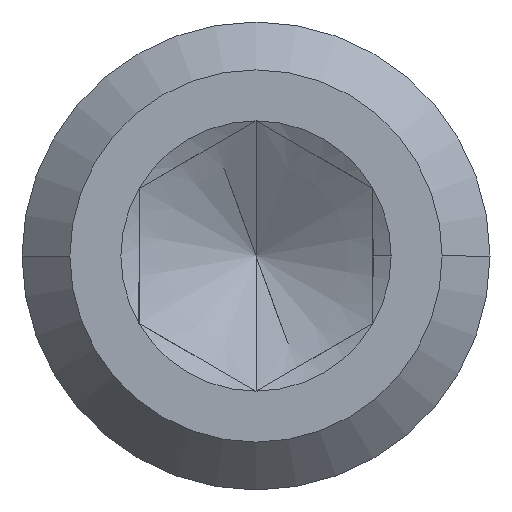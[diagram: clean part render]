
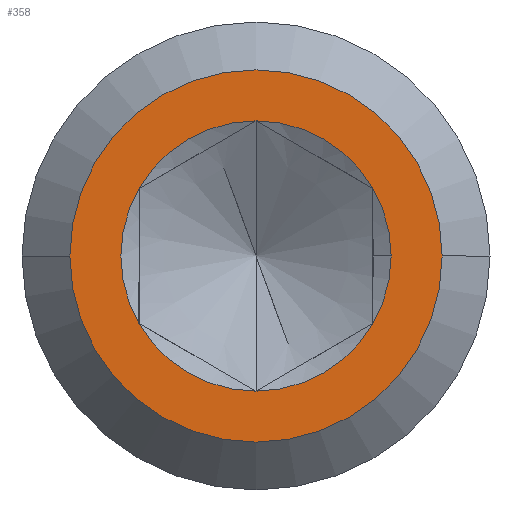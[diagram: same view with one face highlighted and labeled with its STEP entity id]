
A CAD part, left-side view. The second image highlights one B-rep face of the part: STEP entity #358.
In plain terms, the highlighted planar face has unit normal (-1, 0, 0).
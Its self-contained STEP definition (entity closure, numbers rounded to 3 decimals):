
#36=PLANE('',#398);
#56=CIRCLE('',#379,1.732);
#57=CIRCLE('',#381,2.387);
#61=CIRCLE('',#388,2.387);
#62=CIRCLE('',#390,1.732);
#63=CIRCLE('',#392,1.732);
#65=CIRCLE('',#397,1.732);
#66=CIRCLE('',#399,1.732);
#67=CIRCLE('',#400,1.732);
#68=CIRCLE('',#401,1.732);
#80=VERTEX_POINT('',#442);
#82=VERTEX_POINT('',#445);
#83=VERTEX_POINT('',#449);
#84=VERTEX_POINT('',#450);
#87=VERTEX_POINT('',#468);
#88=VERTEX_POINT('',#472);
#95=VERTEX_POINT('',#495);
#96=VERTEX_POINT('',#501);
#97=VERTEX_POINT('',#503);
#157=EDGE_CURVE('',#80,#82,#56,.T.);
#158=EDGE_CURVE('',#83,#84,#57,.T.);
#166=EDGE_CURVE('',#84,#83,#61,.T.);
#168=EDGE_CURVE('',#82,#87,#62,.T.);
#169=EDGE_CURVE('',#87,#88,#63,.T.);
#180=EDGE_CURVE('',#88,#95,#65,.T.);
#182=EDGE_CURVE('',#95,#96,#66,.F.);
#183=EDGE_CURVE('',#96,#97,#67,.F.);
#184=EDGE_CURVE('',#97,#80,#68,.F.);
#244=ORIENTED_EDGE('',*,*,#182,.T.);
#245=ORIENTED_EDGE('',*,*,#183,.T.);
#246=ORIENTED_EDGE('',*,*,#184,.T.);
#247=ORIENTED_EDGE('',*,*,#157,.T.);
#248=ORIENTED_EDGE('',*,*,#168,.T.);
#249=ORIENTED_EDGE('',*,*,#169,.T.);
#250=ORIENTED_EDGE('',*,*,#180,.T.);
#251=ORIENTED_EDGE('',*,*,#158,.F.);
#252=ORIENTED_EDGE('',*,*,#166,.F.);
#305=EDGE_LOOP('',(#244,#245,#246,#247,#248,#249,#250));
#306=EDGE_LOOP('',(#251,#252));
#332=FACE_BOUND('',#305,.T.);
#333=FACE_BOUND('',#306,.T.);
#358=ADVANCED_FACE('',(#332,#333),#36,.F.);
#379=AXIS2_PLACEMENT_3D('',#446,#555,#556);
#381=AXIS2_PLACEMENT_3D('',#448,#559,#560);
#388=AXIS2_PLACEMENT_3D('',#463,#577,#578);
#390=AXIS2_PLACEMENT_3D('',#469,#581,#582);
#392=AXIS2_PLACEMENT_3D('',#471,#585,#586);
#397=AXIS2_PLACEMENT_3D('',#494,#601,#602);
#398=AXIS2_PLACEMENT_3D('',#499,#603,$);
#399=AXIS2_PLACEMENT_3D('',#500,#604,#605);
#400=AXIS2_PLACEMENT_3D('',#502,#606,#607);
#401=AXIS2_PLACEMENT_3D('',#504,#608,#609);
#442=CARTESIAN_POINT('',(0.,-1.5,0.866));
#445=CARTESIAN_POINT('',(0.,-1.732,0.));
#446=CARTESIAN_POINT('',(0.,0.,0.));
#448=CARTESIAN_POINT('',(0.,0.,0.));
#449=CARTESIAN_POINT('',(0.,2.387,0.));
#450=CARTESIAN_POINT('',(0.,-2.387,0.));
#463=CARTESIAN_POINT('',(0.,0.,0.));
#468=CARTESIAN_POINT('',(0.,-1.5,-0.866));
#469=CARTESIAN_POINT('',(0.,0.,0.));
#471=CARTESIAN_POINT('',(0.,0.,0.));
#472=CARTESIAN_POINT('',(0.,0.,-1.732));
#494=CARTESIAN_POINT('',(0.,0.,0.));
#495=CARTESIAN_POINT('',(0.,1.5,-0.866));
#499=CARTESIAN_POINT('',(0.,0.,0.));
#500=CARTESIAN_POINT('',(0.,0.,0.));
#501=CARTESIAN_POINT('',(0.,1.5,0.866));
#502=CARTESIAN_POINT('',(0.,0.,0.));
#503=CARTESIAN_POINT('',(0.,0.,1.732));
#504=CARTESIAN_POINT('',(0.,0.,0.));
#555=DIRECTION('',(1.,0.,0.));
#556=DIRECTION('',(0.,-1.732,0.));
#559=DIRECTION('',(1.,0.,0.));
#560=DIRECTION('',(0.,2.387,0.));
#577=DIRECTION('',(1.,0.,0.));
#578=DIRECTION('',(0.,2.387,0.));
#581=DIRECTION('',(1.,0.,0.));
#582=DIRECTION('',(0.,-1.732,0.));
#585=DIRECTION('',(1.,0.,0.));
#586=DIRECTION('',(0.,-1.732,0.));
#601=DIRECTION('',(1.,0.,0.));
#602=DIRECTION('',(0.,-1.732,0.));
#603=DIRECTION('',(1.,0.,0.));
#604=DIRECTION('',(-1.,0.,0.));
#605=DIRECTION('',(0.,-1.732,0.));
#606=DIRECTION('',(-1.,0.,0.));
#607=DIRECTION('',(0.,-1.732,0.));
#608=DIRECTION('',(-1.,0.,0.));
#609=DIRECTION('',(0.,-1.732,0.));
